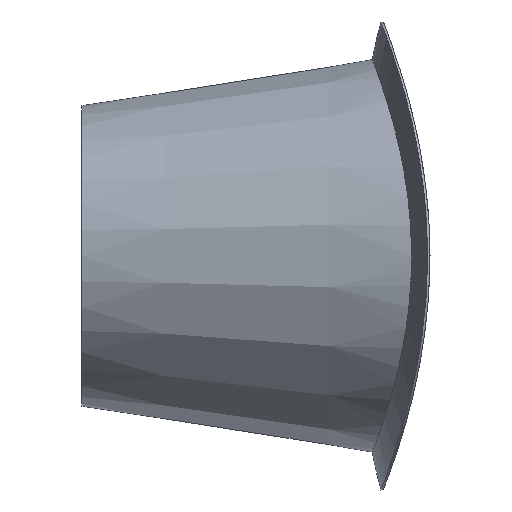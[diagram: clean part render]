
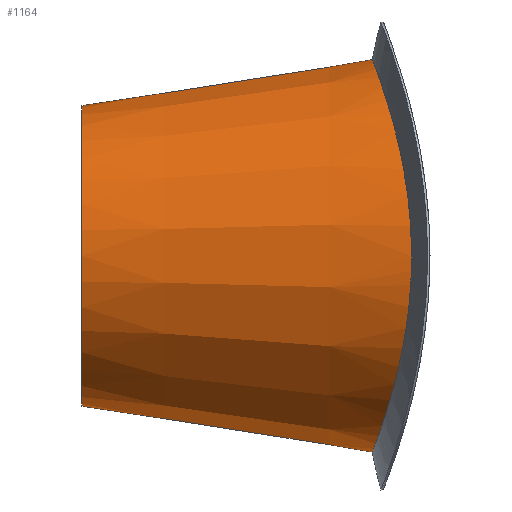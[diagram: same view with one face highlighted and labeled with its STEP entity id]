
A CAD part, left-side view. The second image highlights one B-rep face of the part: STEP entity #1164.
In plain terms, the highlighted conical face has half-angle 8.998 degrees and reference radius 32.92 mm.
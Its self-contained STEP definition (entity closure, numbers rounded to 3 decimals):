
#689=CARTESIAN_POINT('',(37.712,93.884,0.0));
#690=VERTEX_POINT('',#689);
#691=CARTESIAN_POINT('',(-37.712,93.884,0.));
#692=VERTEX_POINT('',#691);
#693=CARTESIAN_POINT('',(37.712,93.884,0.));
#694=CARTESIAN_POINT('',(37.712,93.884,-4.42));
#695=CARTESIAN_POINT('',(36.885,94.23,-8.759));
#696=CARTESIAN_POINT('',(33.675,95.434,-17.025));
#697=CARTESIAN_POINT('',(31.288,96.282,-20.844));
#698=CARTESIAN_POINT('',(24.954,98.135,-27.819));
#699=CARTESIAN_POINT('',(20.88,99.129,-30.813));
#700=CARTESIAN_POINT('',(11.937,100.592,-34.988));
#701=CARTESIAN_POINT('',(7.175,101.064,-36.197));
#702=CARTESIAN_POINT('',(-2.498,101.282,-36.768));
#703=CARTESIAN_POINT('',(-7.268,101.042,-36.163));
#704=CARTESIAN_POINT('',(-16.339,99.977,-33.258));
#705=CARTESIAN_POINT('',(-20.542,99.164,-30.983));
#706=CARTESIAN_POINT('',(-28.054,97.31,-24.884));
#707=CARTESIAN_POINT('',(-31.263,96.272,-21.007));
#708=CARTESIAN_POINT('',(-35.686,94.705,-12.613));
#709=CARTESIAN_POINT('',(-37.032,94.158,-8.263));
#710=CARTESIAN_POINT('',(-37.646,93.911,-2.487));
#711=CARTESIAN_POINT('',(-37.712,93.884,-1.242));
#712=CARTESIAN_POINT('',(-37.712,93.884,0.));
#713=B_SPLINE_CURVE_WITH_KNOTS('',3,(#693,#694,#695,#696,#697,#698,#699,#700,#701,#702,#703,#704,#705,#706,#707,#708,#709,#710,#711,#712),.UNSPECIFIED.,.F.,.U.,(4,2,2,2,2,2,2,2,2,4),(0.0,1.326,2.686,4.208,5.676,7.111,8.547,10.066,11.434,11.81),.UNSPECIFIED.);
#714=EDGE_CURVE('',#690,#692,#713,.T.);
#724=CARTESIAN_POINT('',(37.712,93.884,0.007));
#725=VERTEX_POINT('',#724);
#733=CARTESIAN_POINT('',(-37.712,93.884,0.));
#734=CARTESIAN_POINT('',(-37.712,93.884,3.019));
#735=CARTESIAN_POINT('',(-37.325,94.043,6.021));
#736=CARTESIAN_POINT('',(-35.441,94.779,13.228));
#737=CARTESIAN_POINT('',(-33.545,95.502,17.225));
#738=CARTESIAN_POINT('',(-28.257,97.213,24.63));
#739=CARTESIAN_POINT('',(-24.782,98.201,27.919));
#740=CARTESIAN_POINT('',(-16.663,99.908,33.128));
#741=CARTESIAN_POINT('',(-12.038,100.601,34.969));
#742=CARTESIAN_POINT('',(-2.568,101.272,36.749));
#743=CARTESIAN_POINT('',(2.132,101.282,36.776));
#744=CARTESIAN_POINT('',(11.455,100.661,35.131));
#745=CARTESIAN_POINT('',(15.952,100.02,33.433));
#746=CARTESIAN_POINT('',(24.099,98.376,28.483));
#747=CARTESIAN_POINT('',(27.683,97.381,25.242));
#748=CARTESIAN_POINT('',(32.837,95.742,18.343));
#749=CARTESIAN_POINT('',(34.648,95.075,14.916));
#750=CARTESIAN_POINT('',(37.086,94.144,7.628));
#751=CARTESIAN_POINT('',(37.711,93.884,3.845));
#752=CARTESIAN_POINT('',(37.712,93.884,0.007));
#753=B_SPLINE_CURVE_WITH_KNOTS('',3,(#733,#734,#735,#736,#737,#738,#739,#740,#741,#742,#743,#744,#745,#746,#747,#748,#749,#750,#751,#752),.UNSPECIFIED.,.F.,.U.,(4,2,2,2,2,2,2,2,2,4),(11.81,12.722,14.055,15.501,16.993,18.394,19.834,21.294,22.465,23.617),.UNSPECIFIED.);
#754=EDGE_CURVE('',#692,#725,#753,.T.);
#1132=CARTESIAN_POINT('',(0.0,124.141,0.0));
#1133=DIRECTION('',(0.0,-1.0,0.0));
#1134=DIRECTION('',(1.0,0.0,0.0));
#1135=AXIS2_PLACEMENT_3D('',#1132,#1133,#1134);
#1136=CONICAL_SURFACE('',#1135,32.921,8.998);
#1137=ORIENTED_EDGE('',*,*,#714,.T.);
#1138=ORIENTED_EDGE('',*,*,#754,.T.);
#1139=CARTESIAN_POINT('',(27.994,155.253,0.005));
#1140=VERTEX_POINT('',#1139);
#1141=CARTESIAN_POINT('',(37.712,93.884,0.007));
#1142=DIRECTION('',(-0.156,0.988,0.));
#1143=VECTOR('',#1142,62.134);
#1144=LINE('',#1141,#1143);
#1145=EDGE_CURVE('',#725,#1140,#1144,.T.);
#1146=ORIENTED_EDGE('',*,*,#1145,.T.);
#1147=CARTESIAN_POINT('',(27.994,155.253,0.0));
#1148=VERTEX_POINT('',#1147);
#1149=CARTESIAN_POINT('',(0.0,155.253,0.0));
#1150=DIRECTION('',(0.0,1.0,0.0));
#1151=DIRECTION('',(1.0,0.0,0.0));
#1152=AXIS2_PLACEMENT_3D('',#1149,#1150,#1151);
#1153=CIRCLE('',#1152,27.994);
#1154=EDGE_CURVE('',#1148,#1140,#1153,.T.);
#1155=ORIENTED_EDGE('',*,*,#1154,.F.);
#1156=CARTESIAN_POINT('',(37.712,93.884,0.0));
#1157=DIRECTION('',(-0.156,0.988,0.0));
#1158=VECTOR('',#1157,62.134);
#1159=LINE('',#1156,#1158);
#1160=EDGE_CURVE('',#690,#1148,#1159,.T.);
#1161=ORIENTED_EDGE('',*,*,#1160,.F.);
#1162=EDGE_LOOP('',(#1137,#1138,#1146,#1155,#1161));
#1163=FACE_OUTER_BOUND('',#1162,.T.);
#1164=ADVANCED_FACE('',(#1163),#1136,.T.);
